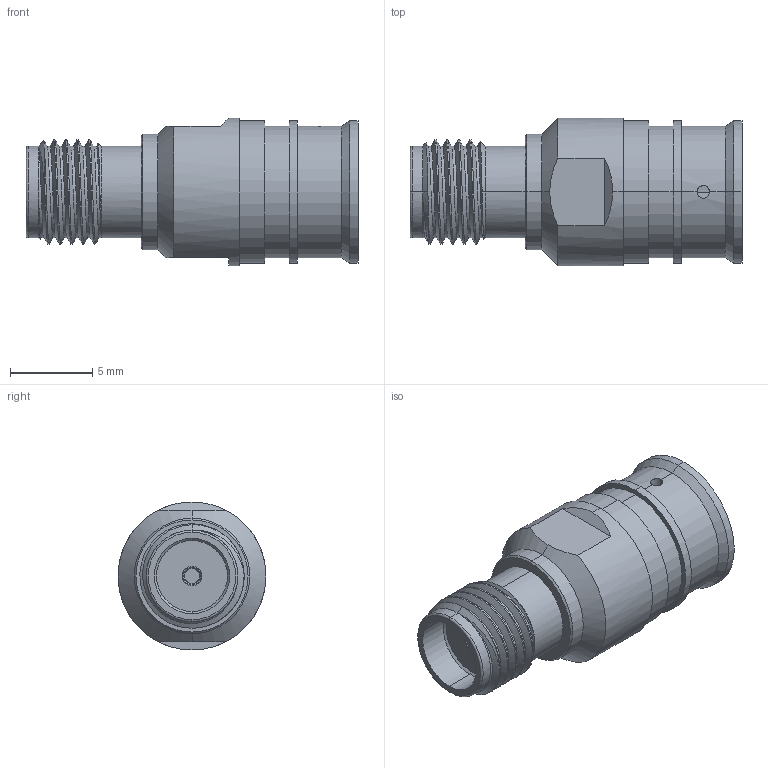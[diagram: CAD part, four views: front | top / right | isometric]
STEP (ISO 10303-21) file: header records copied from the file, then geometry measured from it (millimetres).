
FILE_DESCRIPTION (( 'STEP AP214' ), '1' );
FILE_NAME ('FMCN1720.step', '2021-01-28T21:31:48', ( '' ), ( '' ), 'SwSTEP 2.0', 'SolidWorks 2018', '' );
FILE_SCHEMA (( 'AUTOMOTIVE_DESIGN' ));
Length unit declared in the file: inch
Products named in the file (1): FMCN1720
Bounding box: 20.2 x 9 x 9 mm (x, y, z)
Volume: 669.6 mm3; surface area: 803.8 mm2
Topology: 1 solids, 1 shells, 84 faces, 202 edges, 126 vertices
Faces by surface type: cylinder 38, plane 22, cone 19, bspline 3, torus 2
Entity records: 3585 total; most frequent: CARTESIAN_POINT 1661, ORIENTED_EDGE 404, DIRECTION 388, EDGE_CURVE 202, AXIS2_PLACEMENT_3D 156, VERTEX_POINT 126, EDGE_LOOP 92, FACE_OUTER_BOUND 84
